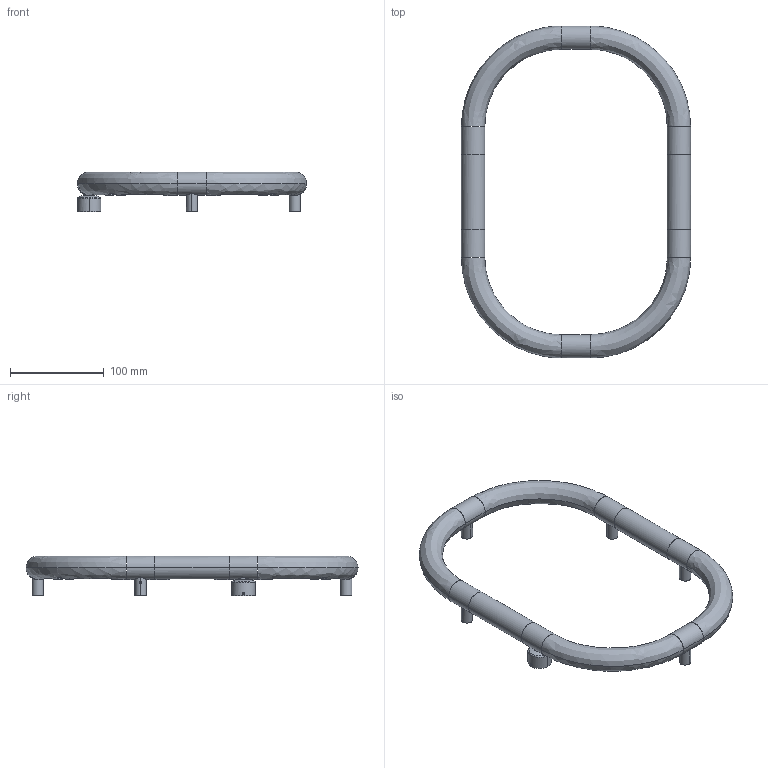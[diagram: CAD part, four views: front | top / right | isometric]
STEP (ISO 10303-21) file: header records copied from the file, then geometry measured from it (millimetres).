
FILE_DESCRIPTION(/* description */ (''),/* implementation_level */ '2;1');
FILE_NAME(/* name */ '1215O00_--A.O.L. L.M. LETTERA O',/* time_stamp */ '2024-06-06T14:27:45+02:00',/* author */ (''),/* organization */ (''),/* preprocessor_version */ 'ST-DEVELOPER v16.5',/* originating_system */ 'Rhino 7.37',/* authorisation */ '');
FILE_SCHEMA (('AUTOMOTIVE_DESIGN'));
Length unit declared in the file: millimetre
Products named in the file (1): Document
Bounding box: 244.88 x 354.75 x 42.5 mm (x, y, z)
Surface area: 82513.5 mm2 (no closed solid volume)
Topology: 0 solids, 18 shells, 281 faces, 715 edges, 456 vertices
Faces by surface type: bspline 176, cylinder 54, plane 51
Entity records: 17961 total; most frequent: CARTESIAN_POINT 11364, ORIENTED_EDGE 1326, EDGE_CURVE 715, VERTEX_POINT 456, B_SPLINE_CURVE_WITH_KNOTS 379, EDGE_LOOP 328, COLOUR_RGB 299, FILL_AREA_STYLE_COLOUR 299
